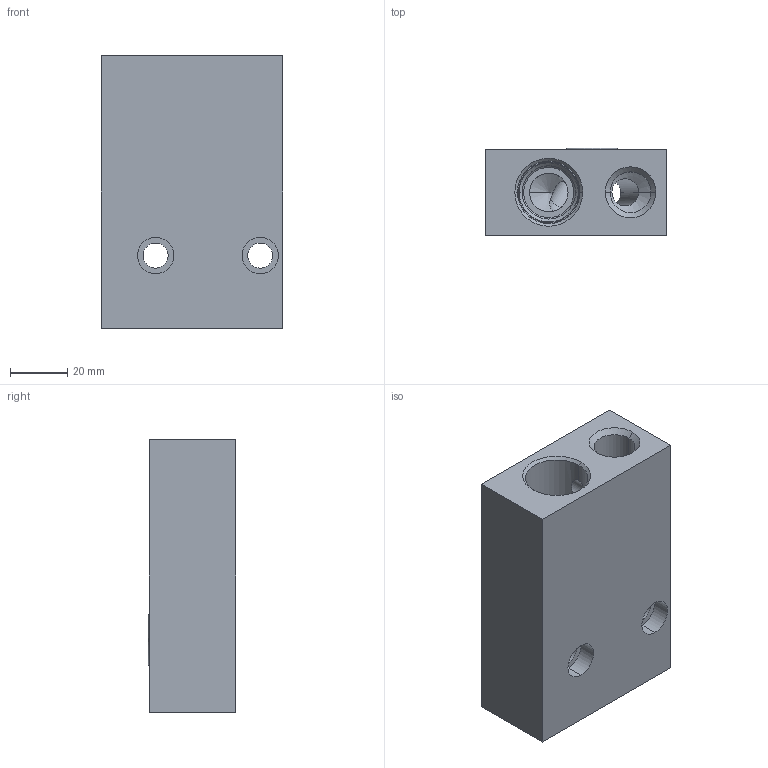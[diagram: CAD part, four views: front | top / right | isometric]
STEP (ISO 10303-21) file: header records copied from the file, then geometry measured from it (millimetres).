
FILE_DESCRIPTION((''),'2;1');
FILE_NAME('ZTN_ASM','2020-05-05T',('ProEService'),(''),'PRO/ENGINEER BY PARAMETRIC TECHNOLOGY CORPORATION, 2014200','PRO/ENGINEER BY PARAMETRIC TECHNOLOGY CORPORATION, 2014200','');
FILE_SCHEMA(('CONFIG_CONTROL_DESIGN'));
Length unit declared in the file: inch
Products named in the file (3): 150-800-001; 500-001-113; ZTN_ASM
Assembly tree (2 placements, depth 2):
  ZTN_ASM
    150-800-001
    500-001-113
Bounding box: 63.5 x 30.63 x 95.25 mm (x, y, z)
Volume: 142966.7 mm3; surface area: 33411.2 mm2
Topology: 2 solids, 2 shells, 89 faces, 432 edges, 432 vertices
Faces by surface type: cylinder 40, cone 25, plane 13, sphere 5, revolution 4, torus 2
Entity records: 5509 total; most frequent: CARTESIAN_POINT 2241, DIRECTION 650, ORIENTED_EDGE 444, VECTOR 282, LINE 282, EDGE_CURVE 222, TRIMMED_CURVE 206, AXIS2_PLACEMENT_3D 182
